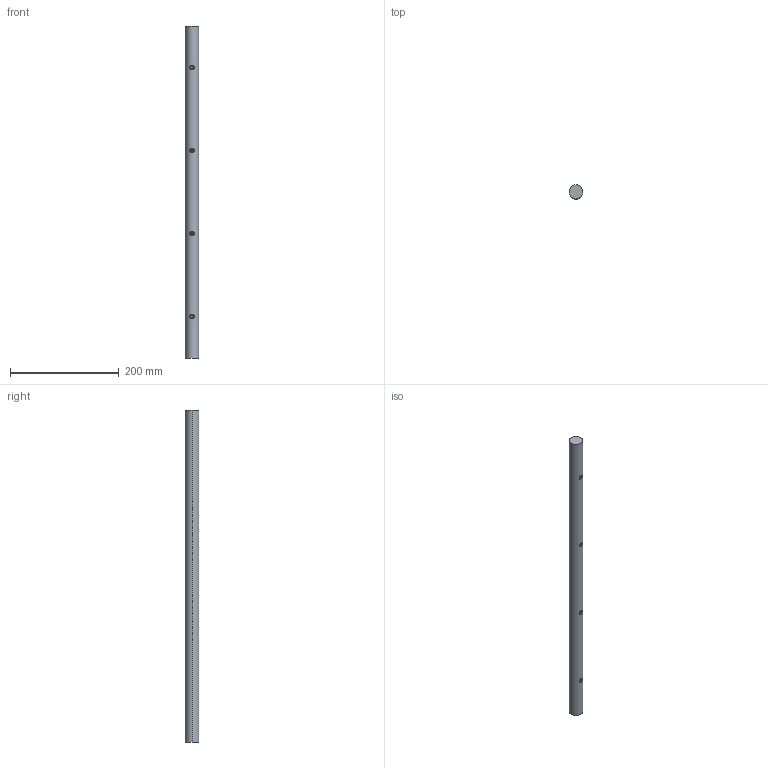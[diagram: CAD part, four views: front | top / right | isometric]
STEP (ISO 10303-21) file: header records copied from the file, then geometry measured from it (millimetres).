
FILE_DESCRIPTION (( 'STEP AP203' ), '1' );
FILE_NAME ('ShaftRailAssembly_0349EA3DF6.step', '2023-02-24T12:32:04', ( '' ), ( '' ), 'SwSTEP 2.0', 'SolidWorks 2019', '' );
FILE_SCHEMA (( 'CONFIG_CONTROL_DESIGN' ));
Length unit declared in the file: inch
Products named in the file (3): qdHeBGBP4L_CADModel_0; ShaftRailAssembly_0349EA3DF6
Assembly tree (1 placements, depth 2):
  ShaftRailAssembly_0349EA3DF6
    qdHeBGBP4L_CADModel_0
  qdHeBGBP4L_CADModel_0
Bounding box: 25.4 x 25.4 x 609.6 mm (x, y, z)
Volume: 306826.8 mm3; surface area: 51000.4 mm2
Topology: 1 solids, 1 shells, 32 faces, 70 edges, 40 vertices
Faces by surface type: cylinder 18, cone 8, plane 6
Entity records: 1348 total; most frequent: CARTESIAN_POINT 403, DIRECTION 156, ORIENTED_EDGE 124, AXIS2_PLACEMENT_3D 65, EDGE_CURVE 62, VERTEX_POINT 40, EDGE_LOOP 40, ADVANCED_FACE 32
